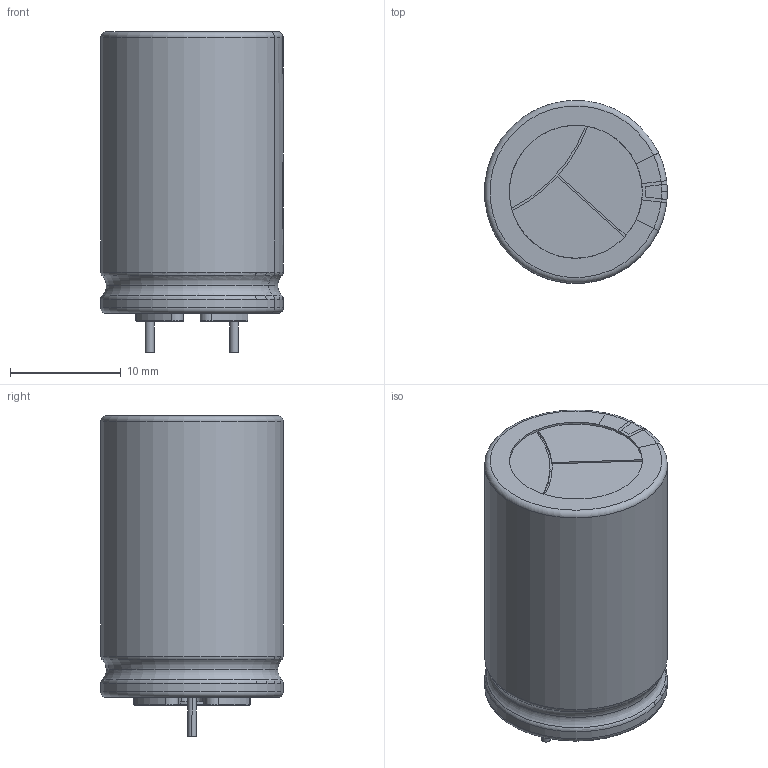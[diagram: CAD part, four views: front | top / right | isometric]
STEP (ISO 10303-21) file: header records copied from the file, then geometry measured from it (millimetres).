
FILE_DESCRIPTION(('FreeCAD Model'),'2;1');
FILE_NAME('C_Radial_D16_L25_P7.5.step','2016-04-05T16:18:48',( 'Author'),(''),'Open CASCADE STEP processor 6.8','FreeCAD','Unknown' );
FILE_SCHEMA(('AUTOMOTIVE_DESIGN_CC2 { 1 2 10303 214 -1 1 5 4 }'));
Length unit declared in the file: millimetre
Products named in the file (1): C_Radial_D16_L25_P7.5
Bounding box: 16.47 x 16.44 x 28.9 mm (x, y, z)
Volume: 5388.4 mm3; surface area: 1856.4 mm2
Topology: 1 solids, 1 shells, 143 faces, 356 edges, 219 vertices
Faces by surface type: cylinder 60, torus 48, plane 35
Entity records: 21992 total; most frequent: CARTESIAN_POINT 14655, DIRECTION 996, ORIENTED_EDGE 712, PCURVE 712, DEFINITIONAL_REPRESENTATION 712, B_SPLINE_CURVE_WITH_KNOTS 523, EDGE_CURVE 356, SURFACE_CURVE 356
